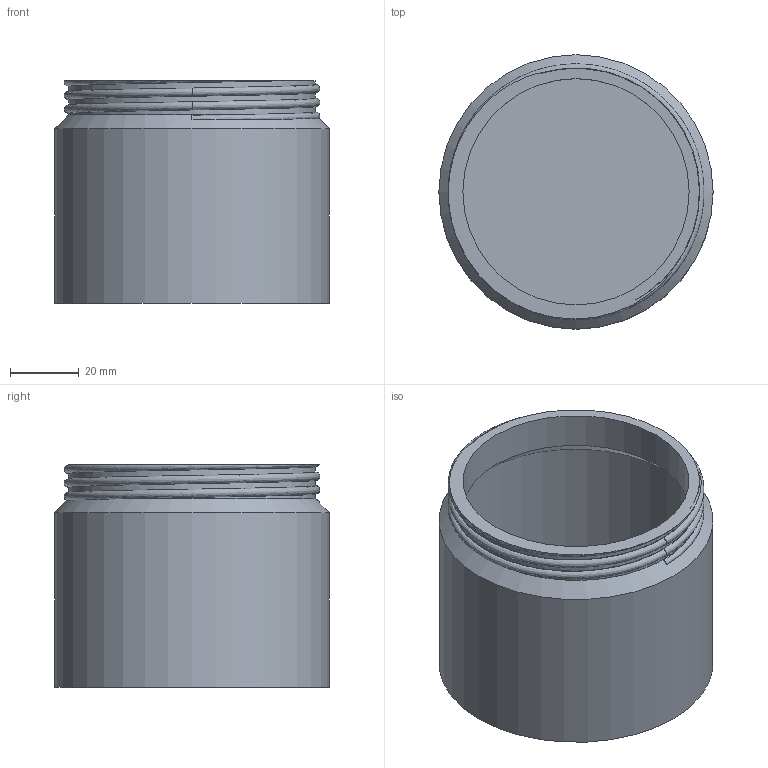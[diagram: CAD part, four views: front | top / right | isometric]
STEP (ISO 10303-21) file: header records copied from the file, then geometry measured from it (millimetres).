
FILE_DESCRIPTION(('FreeCAD Model'),'2;1');
FILE_NAME('Open CASCADE Shape Model','2023-04-23T11:10:39',(''),(''), 'Open CASCADE STEP processor 7.6','FreeCAD','Unknown');
FILE_SCHEMA(('AUTOMOTIVE_DESIGN { 1 0 10303 214 1 1 1 1 }'));
Length unit declared in the file: millimetre
Products named in the file (1): cup
Bounding box: 80 x 80 x 65 mm (x, y, z)
Volume: 53411.8 mm3; surface area: 42363.3 mm2
Topology: 1 solids, 1 shells, 21 faces, 51 edges, 33 vertices
Faces by surface type: bspline 11, plane 4, cylinder 4, cone 2
Full cylindrical faces by diameter (mm): 66 x1, 75 x1, 80 x1
Entity records: 4975 total; most frequent: CARTESIAN_POINT 3970, DIRECTION 107, ORIENTED_EDGE 102, PCURVE 102, DEFINITIONAL_REPRESENTATION 102, B_SPLINE_CURVE_WITH_KNOTS 68, LINE 63, VECTOR 63
